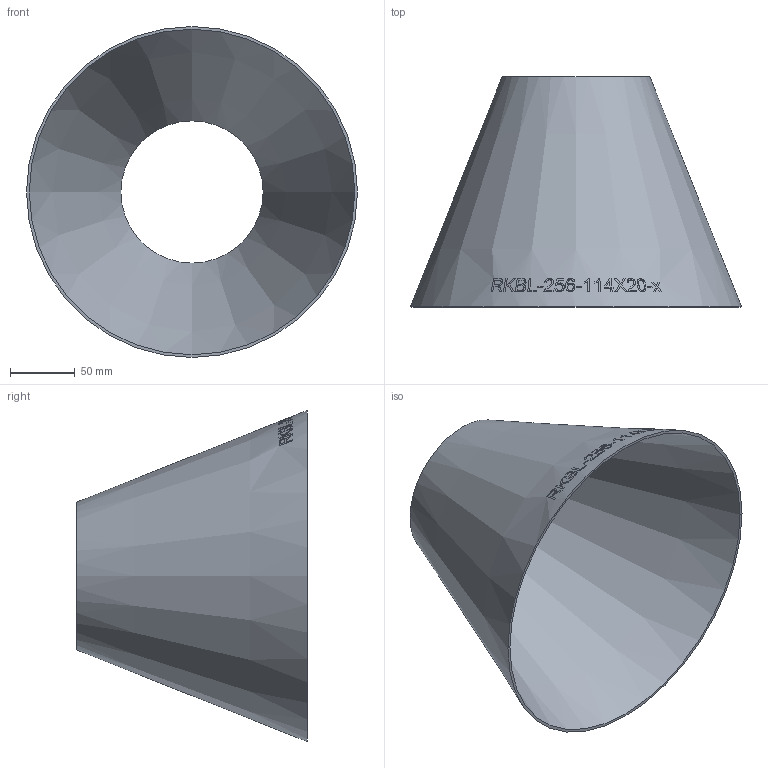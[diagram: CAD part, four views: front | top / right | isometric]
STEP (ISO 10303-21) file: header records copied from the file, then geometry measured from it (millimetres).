
FILE_DESCRIPTION (( 'STEP AP214' ), '1' );
FILE_NAME ('RKBL-256-114X20-x Reduzierung aus Blech ISO-sonstige 2007.STEP', '2020-07-13T11:33:49', ( '' ), ( '' ), 'SwSTEP 2.0', 'SolidWorks 2019', '' );
FILE_SCHEMA (( 'AUTOMOTIVE_DESIGN' ));
Length unit declared in the file: millimetre
Products named in the file (1): RKBL-256-114X20-x Reduzierung aus Blech ISO-sonstige 2007
Bounding box: 256 x 178 x 256 mm (x, y, z)
Volume: 219987.2 mm3; surface area: 222774.8 mm2
Topology: 1 solids, 1 shells, 222 faces, 591 edges, 394 vertices
Faces by surface type: bspline 195, cone 25, plane 2
Entity records: 30810 total; most frequent: CARTESIAN_POINT 24652, ORIENTED_EDGE 1178, EDGE_CURVE 589, B_SPLINE_CURVE_WITH_KNOTS 585, VERTEX_POINT 394, EDGE_LOOP 249, ADVANCED_FACE 222, FACE_OUTER_BOUND 222
